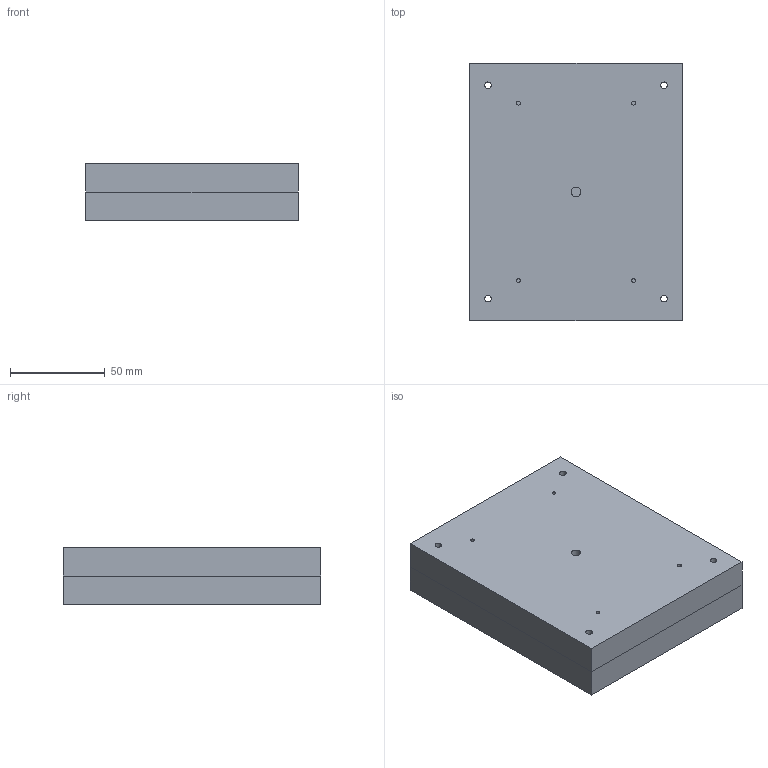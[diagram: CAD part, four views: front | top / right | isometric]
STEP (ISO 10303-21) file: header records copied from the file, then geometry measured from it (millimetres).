
FILE_DESCRIPTION(/* description */ ('STEP AP242','CAx-IF Rec.Pracs.---Representation and Presentation of Product Manufacturing Information (PMI)---4.0---2014-10-13','CAx-IF Rec.Pracs.---3D Tessellated Geometry---0.4---2014-09-14','2;1'),/* implementation_level */ '2;1');
FILE_NAME(/* name */ '6564909294307e66bb068469',/* time_stamp */ '2023-11-27T12:50:27Z',/* author */ (''),/* organization */ (''),/* preprocessor_version */ 'ST-DEVELOPER v19.4',/* originating_system */ ' ',/* authorisation */ ' ');
FILE_SCHEMA (('AP242_MANAGED_MODEL_BASED_3D_ENGINEERING_MIM_LF { 1 0 10303 442 1 1 4 }'));
Length unit declared in the file: metre
Products named in the file (3): Part 3; Part 2; bas
Bounding box: 111.97 x 135.6 x 30 mm (x, y, z)
Volume: 453256.7 mm3; surface area: 108160.3 mm2
Topology: 3 solids, 3 shells, 338 faces, 920 edges, 608 vertices
Faces by surface type: plane 174, cylinder 108, cone 36, torus 12, bspline 8
Entity records: 11380 total; most frequent: CARTESIAN_POINT 2537, ORIENTED_EDGE 1840, DIRECTION 1826, EDGE_CURVE 920, AXIS2_PLACEMENT_3D 635, VERTEX_POINT 608, LINE 556, VECTOR 556
